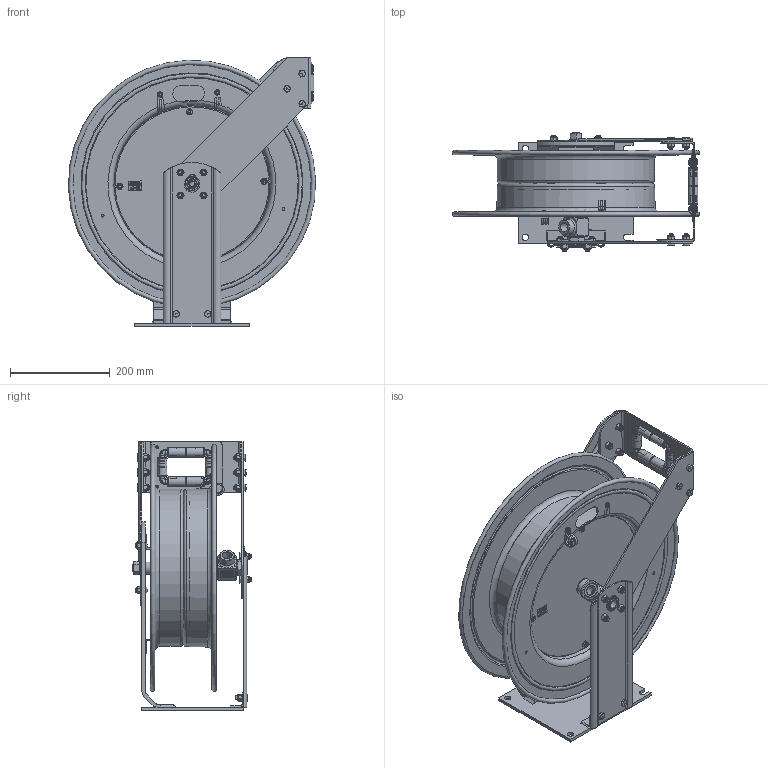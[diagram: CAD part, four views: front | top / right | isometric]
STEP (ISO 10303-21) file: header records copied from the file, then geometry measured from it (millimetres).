
FILE_DESCRIPTION(/* description */ (''),/* implementation_level */ '2;1');
FILE_NAME(/* name */ 'TSH-N-450_SHARED.stp',/* time_stamp */ '2020-01-29T15:25:24-07:00',/* author */ ('NMelton'),/* organization */ (''),/* preprocessor_version */ 'ST-DEVELOPER v17',/* originating_system */ 'Autodesk Inventor 2019',/* authorisation */ '');
FILE_SCHEMA (('AUTOMOTIVE_DESIGN { 1 0 10303 214 3 1 1 }'));
Products named in the file (1): TSH-N-450_SHARED
Bounding box: 494.98 x 237.12 x 538.47 mm (x, y, z)
Surface area: 1608602.4 mm2 (no closed solid volume)
Topology: 0 solids, 223 shells, 2882 faces, 12676 edges, 9588 vertices
Faces by surface type: plane 1422, cylinder 670, bspline 408, cone 237, torus 98, sphere 47
Full cylindrical faces by diameter (mm): 1.981 x2, 2.159 x2, 2.54 x1, 3.048 x1, 4.699 x4, 4.826 x2, 5.588 x6, 6.35 x8, 7.938 x12, 8.731 x4, 9.525 x1, 10.414 x1, 11.176 x1, 11.43 x11, 12.192 x16, 12.7 x3, 15.875 x1, 17.882 x1, 19.05 x7, 23.876 x1, 25.324 x2, 25.362 x1, 26.314 x1, 27.94 x2, 28.575 x1, 30.15 x1, 31.623 x1, 33.274 x1, 33.401 x1, 39.624 x1
Entity records: 137517 total; most frequent: CARTESIAN_POINT 39192, ORIENTED_EDGE 18121, DIRECTION 17613, EDGE_CURVE 12601, VERTEX_POINT 9588, LINE 6847, VECTOR 6847, AXIS2_PLACEMENT_3D 5383
